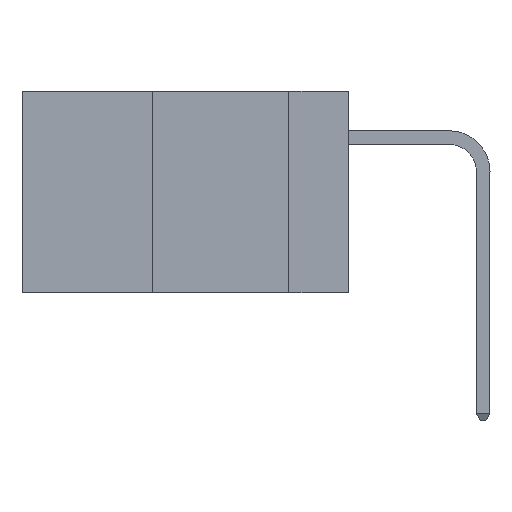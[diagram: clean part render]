
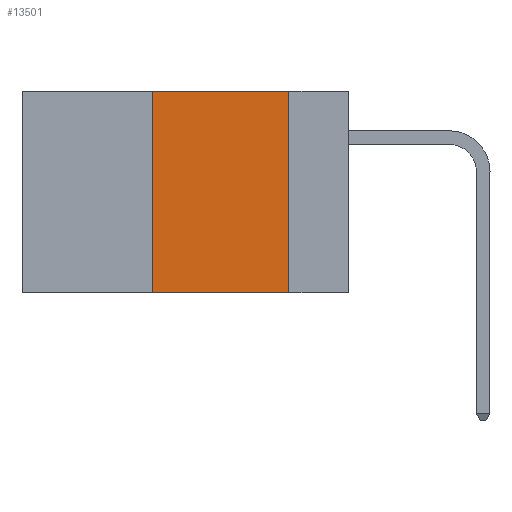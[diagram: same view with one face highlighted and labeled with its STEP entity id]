
A CAD part, left-side view. The second image highlights one B-rep face of the part: STEP entity #13501.
In plain terms, the highlighted planar face has unit normal (-1, 0, 0).
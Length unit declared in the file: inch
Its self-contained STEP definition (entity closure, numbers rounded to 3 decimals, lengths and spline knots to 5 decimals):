
#1004 = DIRECTION ( 'NONE',  ( 0., -1., 0. ) ) ;
#1597 = CARTESIAN_POINT ( 'NONE',  ( 0., 0.6, 0. ) ) ;
#1838 = CARTESIAN_POINT ( 'NONE',  ( 0., 0.11, 0. ) ) ;
#3732 = DIRECTION ( 'NONE',  ( 0., 0., -1. ) ) ;
#3936 = CARTESIAN_POINT ( 'NONE',  ( 0., 0.36, -0.37 ) ) ;
#4452 = VECTOR ( 'NONE', #3732, 39.37008 ) ;
#6574 = ORIENTED_EDGE ( 'NONE', *, *, #24640, .T. ) ;
#6626 = EDGE_LOOP ( 'NONE', ( #8158, #18807, #17161, #6574 ) ) ;
#8158 = ORIENTED_EDGE ( 'NONE', *, *, #21737, .F. ) ;
#8965 = VECTOR ( 'NONE', #1004, 39.37008 ) ;
#10316 = DIRECTION ( 'NONE',  ( 0., 0., 1. ) ) ;
#11029 = CARTESIAN_POINT ( 'NONE',  ( 0., 0.36, 0. ) ) ;
#11522 = DIRECTION ( 'NONE',  ( 0., -1., 0. ) ) ;
#11615 = CARTESIAN_POINT ( 'NONE',  ( 0., 0.11, -0.37 ) ) ;
#11627 = CARTESIAN_POINT ( 'NONE',  ( 0., 0.11, 0. ) ) ;
#12552 = CARTESIAN_POINT ( 'NONE',  ( 0., 0.36, 0. ) ) ;
#13164 = DIRECTION ( 'NONE',  ( 0., 0., -1. ) ) ;
#13501 = ADVANCED_FACE ( 'NONE', ( #24470 ), #24725, .F. ) ;
#14091 = VERTEX_POINT ( 'NONE', #11615 ) ;
#14424 = LINE ( 'NONE', #12552, #21467 ) ;
#15047 = VERTEX_POINT ( 'NONE', #11029 ) ;
#15264 = VECTOR ( 'NONE', #11522, 39.37008 ) ;
#15271 = LINE ( 'NONE', #22945, #15264 ) ;
#15656 = VERTEX_POINT ( 'NONE', #3936 ) ;
#17161 = ORIENTED_EDGE ( 'NONE', *, *, #17961, .F. ) ;
#17961 = EDGE_CURVE ( 'NONE', #15656, #15047, #14424, .T. ) ;
#18647 = VERTEX_POINT ( 'NONE', #11627 ) ;
#18807 = ORIENTED_EDGE ( 'NONE', *, *, #21711, .F. ) ;
#19072 = DIRECTION ( 'NONE',  ( 1., 0., 0. ) ) ;
#20465 = LINE ( 'NONE', #21992, #8965 ) ;
#21467 = VECTOR ( 'NONE', #10316, 39.37008 ) ;
#21711 = EDGE_CURVE ( 'NONE', #15047, #18647, #15271, .T. ) ;
#21737 = EDGE_CURVE ( 'NONE', #18647, #14091, #24340, .T. ) ;
#21992 = CARTESIAN_POINT ( 'NONE',  ( 0., 0.6, -0.37 ) ) ;
#22095 = AXIS2_PLACEMENT_3D ( 'NONE', #1597, #19072, #13164 ) ;
#22945 = CARTESIAN_POINT ( 'NONE',  ( 0., 0.6, 0. ) ) ;
#24340 = LINE ( 'NONE', #1838, #4452 ) ;
#24470 = FACE_OUTER_BOUND ( 'NONE', #6626, .T. ) ;
#24640 = EDGE_CURVE ( 'NONE', #15656, #14091, #20465, .T. ) ;
#24725 = PLANE ( 'NONE',  #22095 ) ;
